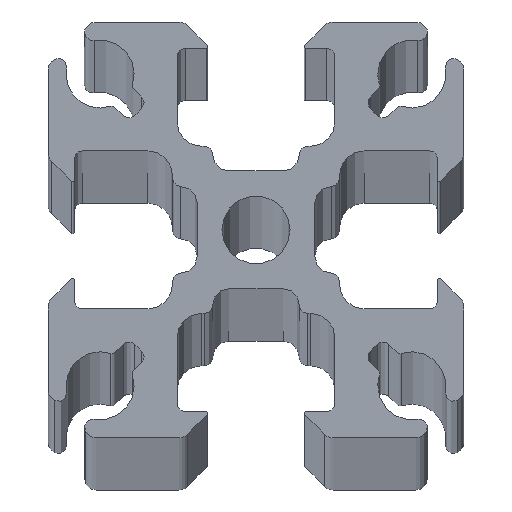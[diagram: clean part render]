
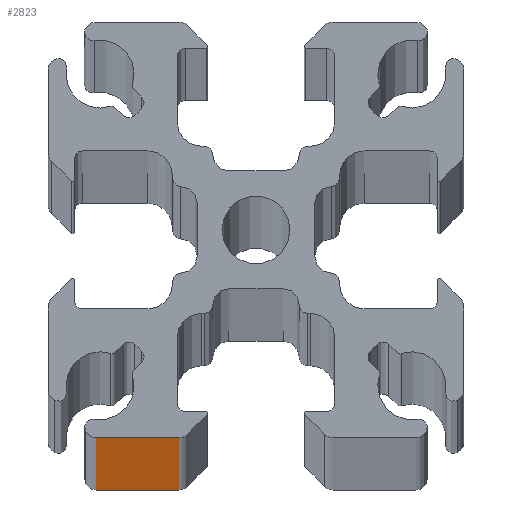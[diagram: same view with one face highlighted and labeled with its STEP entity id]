
A CAD part, top view. The second image highlights one B-rep face of the part: STEP entity #2823.
In plain terms, the highlighted planar face has unit normal (0, -1, 0).
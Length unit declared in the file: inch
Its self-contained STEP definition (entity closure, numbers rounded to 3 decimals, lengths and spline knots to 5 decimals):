
#5 = VECTOR ( 'NONE', #4234, 39.37008 ) ;
#57 = EDGE_CURVE ( 'NONE', #121, #4214, #4803, .T. ) ;
#84 = AXIS2_PLACEMENT_3D ( 'NONE', #4113, #3266, #3689 ) ;
#121 = VERTEX_POINT ( 'NONE', #1393 ) ;
#128 = VECTOR ( 'NONE', #805, 39.37008 ) ;
#255 = LINE ( 'NONE', #4633, #2444 ) ;
#282 = ORIENTED_EDGE ( 'NONE', *, *, #57, .T. ) ;
#344 = VERTEX_POINT ( 'NONE', #5518 ) ;
#436 = VERTEX_POINT ( 'NONE', #3833 ) ;
#734 = EDGE_CURVE ( 'NONE', #344, #4214, #4741, .T. ) ;
#805 = DIRECTION ( 'NONE',  ( 1., 0., 0. ) ) ;
#842 = ORIENTED_EDGE ( 'NONE', *, *, #1192, .T. ) ;
#1190 = DIRECTION ( 'NONE',  ( 0., 0., -1. ) ) ;
#1192 = EDGE_CURVE ( 'NONE', #436, #121, #3596, .T. ) ;
#1200 = ORIENTED_EDGE ( 'NONE', *, *, #4938, .T. ) ;
#1393 = CARTESIAN_POINT ( 'NONE',  ( -0.18546, -0.5, 0. ) ) ;
#1658 = EDGE_LOOP ( 'NONE', ( #842, #282, #5212, #1200 ) ) ;
#2444 = VECTOR ( 'NONE', #1190, 39.37008 ) ;
#2452 = CARTESIAN_POINT ( 'NONE',  ( 0.5, -0.5, 0. ) ) ;
#2460 = CARTESIAN_POINT ( 'NONE',  ( 0.5, -0.5, 72. ) ) ;
#2471 = DIRECTION ( 'NONE',  ( 0., 0., 1. ) ) ;
#2624 = CARTESIAN_POINT ( 'NONE',  ( -0.18546, -0.5, 72. ) ) ;
#2823 = ADVANCED_FACE ( 'NONE', ( #5019 ), #2861, .F. ) ;
#2861 = PLANE ( 'NONE',  #84 ) ;
#2955 = VECTOR ( 'NONE', #2471, 39.37008 ) ;
#3266 = DIRECTION ( 'NONE',  ( 0., 1., 0. ) ) ;
#3357 = CARTESIAN_POINT ( 'NONE',  ( -0.18546, -0.5, 72. ) ) ;
#3596 = LINE ( 'NONE', #2452, #5 ) ;
#3689 = DIRECTION ( 'NONE',  ( -1., 0., 0. ) ) ;
#3833 = CARTESIAN_POINT ( 'NONE',  ( -0.38423, -0.5, 0. ) ) ;
#4113 = CARTESIAN_POINT ( 'NONE',  ( 0.5, -0.5, 72. ) ) ;
#4214 = VERTEX_POINT ( 'NONE', #3357 ) ;
#4234 = DIRECTION ( 'NONE',  ( 1., 0., 0. ) ) ;
#4633 = CARTESIAN_POINT ( 'NONE',  ( -0.38423, -0.5, 72. ) ) ;
#4741 = LINE ( 'NONE', #2460, #128 ) ;
#4803 = LINE ( 'NONE', #2624, #2955 ) ;
#4938 = EDGE_CURVE ( 'NONE', #344, #436, #255, .T. ) ;
#5019 = FACE_OUTER_BOUND ( 'NONE', #1658, .T. ) ;
#5212 = ORIENTED_EDGE ( 'NONE', *, *, #734, .F. ) ;
#5518 = CARTESIAN_POINT ( 'NONE',  ( -0.38423, -0.5, 72. ) ) ;
